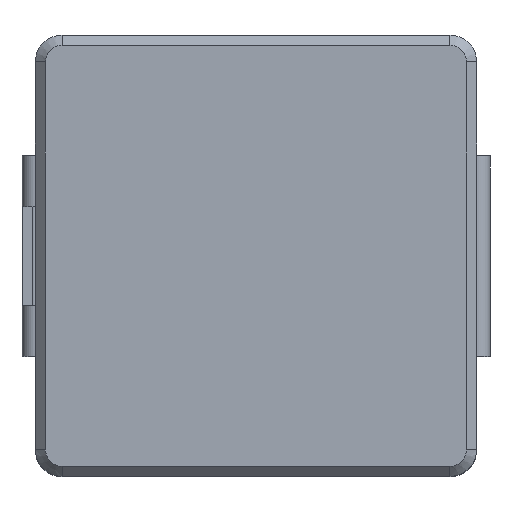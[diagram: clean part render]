
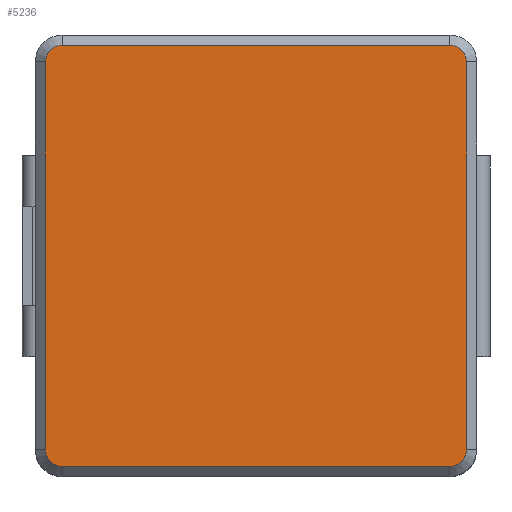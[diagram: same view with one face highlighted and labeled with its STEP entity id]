
A CAD part, top view. The second image highlights one B-rep face of the part: STEP entity #5236.
In plain terms, the highlighted planar face has unit normal (0, 0, 1).
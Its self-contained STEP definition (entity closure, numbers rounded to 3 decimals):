
#342=CIRCLE('',#5569,0.25);
#343=CIRCLE('',#5570,0.25);
#344=CIRCLE('',#5571,0.25);
#345=CIRCLE('',#5572,0.25);
#390=FACE_OUTER_BOUND('',#683,.T.);
#683=EDGE_LOOP('',(#3510,#3511,#3512,#3513,#3514,#3515,#3516,#3517));
#1099=LINE('',#7544,#1628);
#1100=LINE('',#7548,#1629);
#1101=LINE('',#7552,#1630);
#1102=LINE('',#7556,#1631);
#1628=VECTOR('',#6065,1000.);
#1629=VECTOR('',#6068,1000.);
#1630=VECTOR('',#6071,1000.);
#1631=VECTOR('',#6074,1000.);
#2235=VERTEX_POINT('',#7542);
#2236=VERTEX_POINT('',#7543);
#2237=VERTEX_POINT('',#7545);
#2238=VERTEX_POINT('',#7547);
#2239=VERTEX_POINT('',#7549);
#2240=VERTEX_POINT('',#7551);
#2241=VERTEX_POINT('',#7553);
#2242=VERTEX_POINT('',#7555);
#2745=EDGE_CURVE('',#2235,#2236,#1099,.T.);
#2746=EDGE_CURVE('',#2236,#2237,#342,.T.);
#2747=EDGE_CURVE('',#2237,#2238,#1100,.T.);
#2748=EDGE_CURVE('',#2238,#2239,#343,.T.);
#2749=EDGE_CURVE('',#2239,#2240,#1101,.T.);
#2750=EDGE_CURVE('',#2240,#2241,#344,.T.);
#2751=EDGE_CURVE('',#2241,#2242,#1102,.T.);
#2752=EDGE_CURVE('',#2242,#2235,#345,.T.);
#3510=ORIENTED_EDGE('',*,*,#2745,.T.);
#3511=ORIENTED_EDGE('',*,*,#2746,.T.);
#3512=ORIENTED_EDGE('',*,*,#2747,.T.);
#3513=ORIENTED_EDGE('',*,*,#2748,.T.);
#3514=ORIENTED_EDGE('',*,*,#2749,.T.);
#3515=ORIENTED_EDGE('',*,*,#2750,.T.);
#3516=ORIENTED_EDGE('',*,*,#2751,.T.);
#3517=ORIENTED_EDGE('',*,*,#2752,.T.);
#4793=PLANE('',#5568);
#5236=ADVANCED_FACE('',(#390),#4793,.T.);
#5568=AXIS2_PLACEMENT_3D('',#7541,#6063,#6064);
#5569=AXIS2_PLACEMENT_3D('',#7546,#6066,#6067);
#5570=AXIS2_PLACEMENT_3D('',#7550,#6069,#6070);
#5571=AXIS2_PLACEMENT_3D('',#7554,#6072,#6073);
#5572=AXIS2_PLACEMENT_3D('',#7557,#6075,#6076);
#6063=DIRECTION('center_axis',(0.,0.,1.));
#6064=DIRECTION('ref_axis',(1.,0.,0.));
#6065=DIRECTION('',(0.,-1.,0.));
#6066=DIRECTION('center_axis',(0.,0.,1.));
#6067=DIRECTION('ref_axis',(1.,0.,0.));
#6068=DIRECTION('',(1.,0.,0.));
#6069=DIRECTION('center_axis',(0.,0.,1.));
#6070=DIRECTION('ref_axis',(1.,0.,0.));
#6071=DIRECTION('',(0.,1.,0.));
#6072=DIRECTION('center_axis',(0.,0.,1.));
#6073=DIRECTION('ref_axis',(1.,0.,0.));
#6074=DIRECTION('',(-1.,0.,0.));
#6075=DIRECTION('center_axis',(0.,0.,1.));
#6076=DIRECTION('ref_axis',(1.,0.,0.));
#7541=CARTESIAN_POINT('Origin',(0.,0.,5.));
#7542=CARTESIAN_POINT('',(-3.15,2.9,5.));
#7543=CARTESIAN_POINT('',(-3.15,-2.9,5.));
#7544=CARTESIAN_POINT('',(-3.15,-2.9,5.));
#7545=CARTESIAN_POINT('',(-2.9,-3.15,5.));
#7546=CARTESIAN_POINT('Origin',(-2.9,-2.9,5.));
#7547=CARTESIAN_POINT('',(2.9,-3.15,5.));
#7548=CARTESIAN_POINT('',(2.9,-3.15,5.));
#7549=CARTESIAN_POINT('',(3.15,-2.9,5.));
#7550=CARTESIAN_POINT('Origin',(2.9,-2.9,5.));
#7551=CARTESIAN_POINT('',(3.15,2.9,5.));
#7552=CARTESIAN_POINT('',(3.15,2.9,5.));
#7553=CARTESIAN_POINT('',(2.9,3.15,5.));
#7554=CARTESIAN_POINT('Origin',(2.9,2.9,5.));
#7555=CARTESIAN_POINT('',(-2.9,3.15,5.));
#7556=CARTESIAN_POINT('',(-2.9,3.15,5.));
#7557=CARTESIAN_POINT('Origin',(-2.9,2.9,5.));
